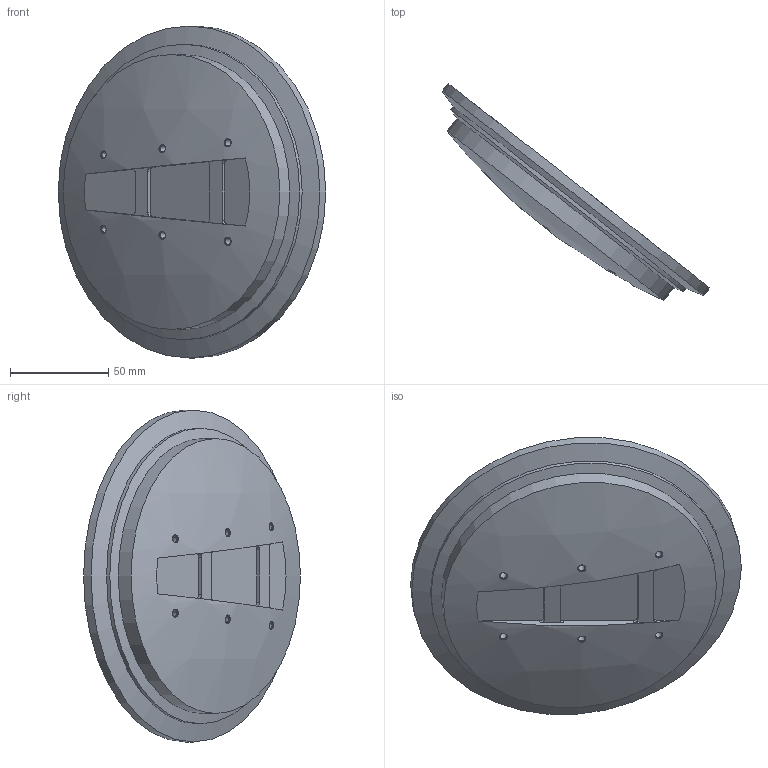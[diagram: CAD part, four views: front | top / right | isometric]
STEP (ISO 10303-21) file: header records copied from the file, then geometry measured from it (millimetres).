
FILE_DESCRIPTION(/* description */ ('Antenna Inner Bracket'),/* implementation_level */ '2;1');
FILE_NAME(/* name */ 'INT-207-01-003.stp',/* time_stamp */ '2022-08-06T22:23:15+05:00',/* author */ ('Дом'),/* organization */ (''),/* preprocessor_version */ 'ST-DEVELOPER v19',/* originating_system */ 'Autodesk Inventor 2023',/* authorisation */ '');
FILE_SCHEMA (('AUTOMOTIVE_DESIGN { 1 0 10303 214 3 1 1 }'));
Length unit declared in the file: millimetre
Products named in the file (1): INT-207-01-003
Bounding box: 136.16 x 110.38 x 169 mm (x, y, z)
Volume: 182621.1 mm3; surface area: 57598.2 mm2
Topology: 1 solids, 1 shells, 61 faces, 157 edges, 102 vertices
Faces by surface type: cylinder 28, plane 17, cone 13, sphere 3
Full cylindrical faces by diameter (mm): 3.3 x6, 4.05 x8, 116 x1, 140 x1, 150.5 x1, 169 x1
Entity records: 2150 total; most frequent: CARTESIAN_POINT 553, DIRECTION 345, ORIENTED_EDGE 314, EDGE_CURVE 157, AXIS2_PLACEMENT_3D 140, VERTEX_POINT 102, EDGE_LOOP 77, CIRCLE 70
